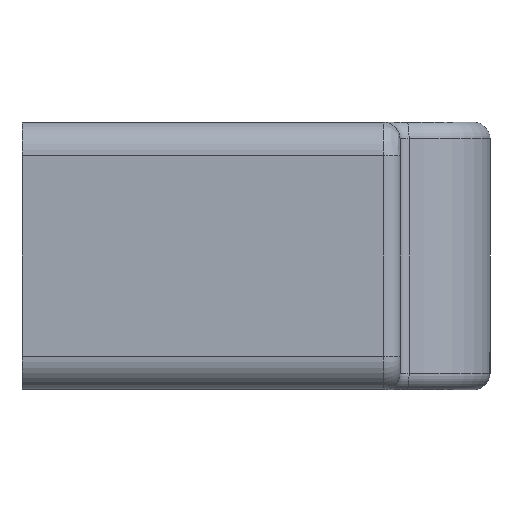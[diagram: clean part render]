
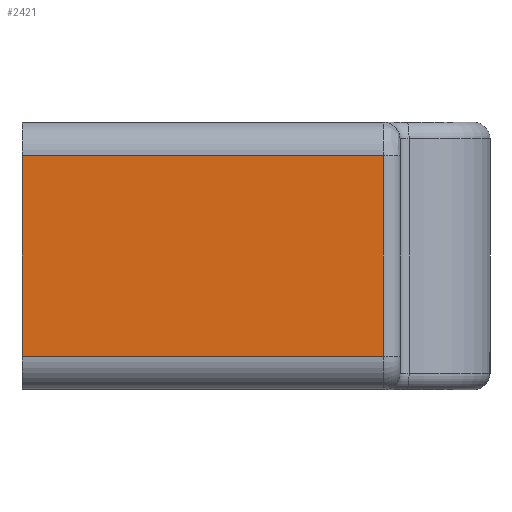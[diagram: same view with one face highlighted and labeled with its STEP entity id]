
A CAD part, left-side view. The second image highlights one B-rep face of the part: STEP entity #2421.
In plain terms, the highlighted planar face has unit normal (-1, 0, 0).
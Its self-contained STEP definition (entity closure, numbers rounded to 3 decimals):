
#95=DIRECTION('',(0.,1.,0.));
#96=VECTOR('',#95,10.8);
#97=CARTESIAN_POINT('',(0.,-2.3,3.));
#98=LINE('',#97,#96);
#108=DIRECTION('',(0.,0.,-1.));
#109=VECTOR('',#108,6.);
#110=CARTESIAN_POINT('',(0.,-2.3,3.));
#111=LINE('',#110,#109);
#116=DIRECTION('',(0.,-1.,0.));
#117=VECTOR('',#116,10.8);
#118=CARTESIAN_POINT('',(0.,8.5,-3.));
#119=LINE('',#118,#117);
#455=DIRECTION('',(0.,0.,1.));
#456=VECTOR('',#455,6.);
#457=CARTESIAN_POINT('',(0.,8.5,-3.));
#458=LINE('',#457,#456);
#2015=CARTESIAN_POINT('',(0.,-2.3,-3.));
#2016=VERTEX_POINT('',#2015);
#2019=CARTESIAN_POINT('',(0.,-2.3,3.));
#2020=VERTEX_POINT('',#2019);
#2194=CARTESIAN_POINT('',(0.,8.5,-3.));
#2196=VERTEX_POINT('',#2194);
#2197=CARTESIAN_POINT('',(0.,8.5,3.));
#2199=VERTEX_POINT('',#2197);
#2407=CARTESIAN_POINT('',(0.,0.,-4.));
#2408=DIRECTION('',(-1.,0.,0.));
#2409=DIRECTION('',(0.,-1.,0.));
#2410=AXIS2_PLACEMENT_3D('',#2407,#2408,#2409);
#2411=PLANE('',#2410);
#2413=ORIENTED_EDGE('',*,*,#2412,.F.);
#2415=ORIENTED_EDGE('',*,*,#2414,.T.);
#2416=ORIENTED_EDGE('',*,*,#2390,.F.);
#2418=ORIENTED_EDGE('',*,*,#2417,.T.);
#2419=EDGE_LOOP('',(#2413,#2415,#2416,#2418));
#2420=FACE_OUTER_BOUND('',#2419,.F.);
#2421=ADVANCED_FACE('',(#2420),#2411,.T.);
#2390=EDGE_CURVE('',#2020,#2199,#98,.T.);
#2412=EDGE_CURVE('',#2196,#2016,#119,.T.);
#2414=EDGE_CURVE('',#2196,#2199,#458,.T.);
#2417=EDGE_CURVE('',#2020,#2016,#111,.T.);
